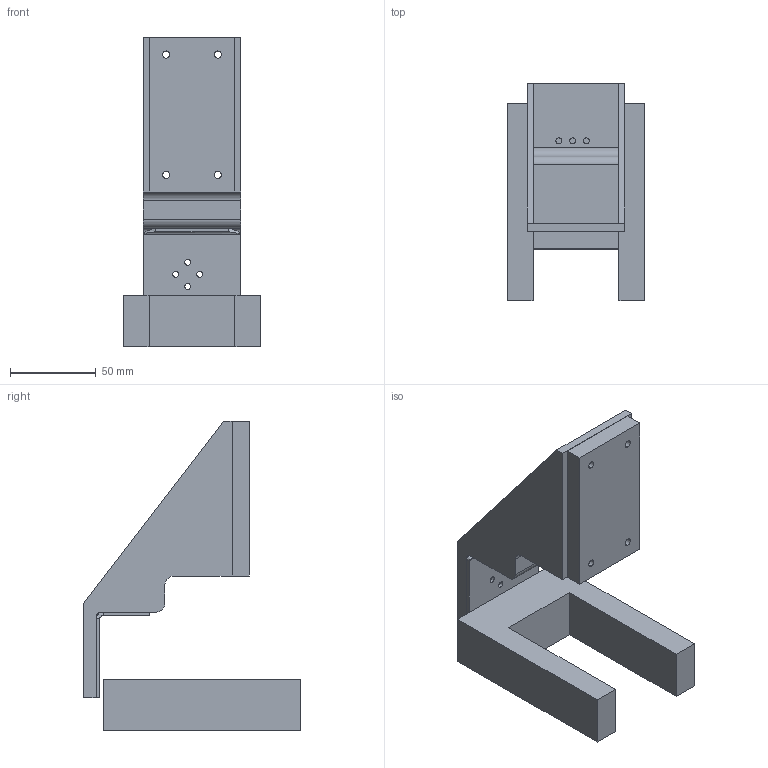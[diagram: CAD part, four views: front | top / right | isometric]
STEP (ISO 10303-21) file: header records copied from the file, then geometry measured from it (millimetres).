
FILE_DESCRIPTION (( 'STEP AP203' ), '1' );
FILE_NAME ('Claw Mounting.STEP', '2025-04-05T17:36:04', ( '' ), ( '' ), 'SwSTEP 2.0', 'SolidWorks 2024', '' );
FILE_SCHEMA (( 'CONFIG_CONTROL_DESIGN' ));
Length unit declared in the file: centimetre
Products named in the file (4): XRail Table; Claw sheet metal; Claw Mount; Claw Mounting
Assembly tree (3 placements, depth 2):
  Claw Mounting
    XRail Table
    Claw sheet metal
    Claw Mount
Bounding box: 80 x 126.5 x 180 mm (x, y, z)
Volume: 296072.8 mm3; surface area: 91842.6 mm2
Topology: 4 solids, 4 shells, 97 faces, 255 edges, 166 vertices
Faces by surface type: cylinder 51, plane 44, bspline 2
Entity records: 3635 total; most frequent: CARTESIAN_POINT 670, DIRECTION 547, ORIENTED_EDGE 510, EDGE_CURVE 255, AXIS2_PLACEMENT_3D 199, VERTEX_POINT 166, LINE 149, VECTOR 149
